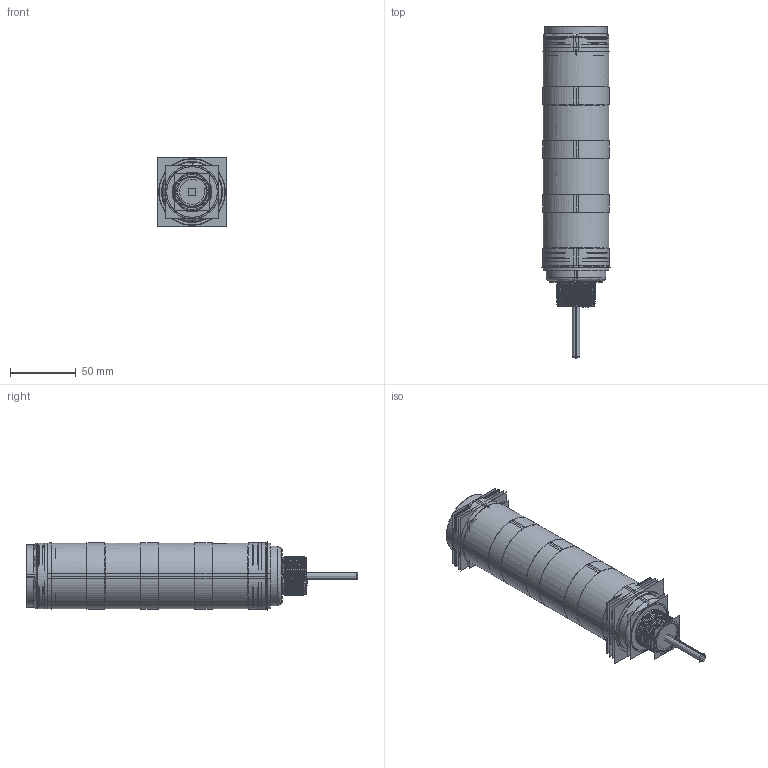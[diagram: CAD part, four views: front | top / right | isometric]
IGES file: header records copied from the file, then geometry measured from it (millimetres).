
Start section:  PTC IGES file: 212920.igs
Global section: file name: 212920.igs; native system: Creo Parametric by PTC Inc.; preprocessor: 2018300; author: pdmadmin; organization: Unknown; date: 20190726.075346; units: millimetre
Bounding box: 52.54 x 251.5 x 52.52 mm (x, y, z)
Volume: 110283.3 mm3; surface area: 596872.3 mm2
Topology: 5 solids, 12 shells, 1980 faces, 9897 edges, 12433 vertices
Faces by surface type: revolution 1044, bspline 928, extrusion 8
